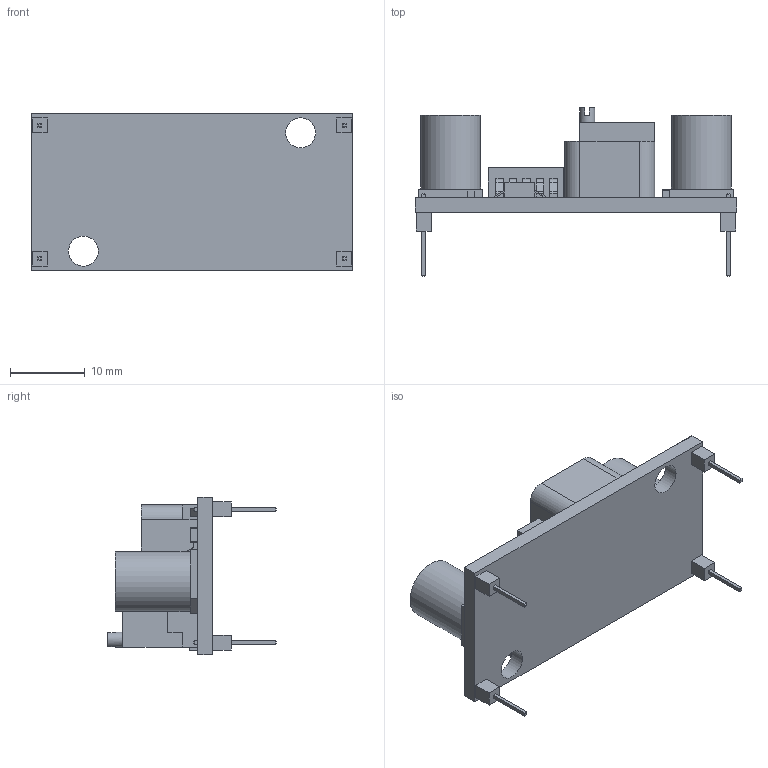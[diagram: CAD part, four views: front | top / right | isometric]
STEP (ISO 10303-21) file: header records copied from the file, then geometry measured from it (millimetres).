
FILE_DESCRIPTION(/* description */ (''),/* implementation_level */ '2;1');
FILE_NAME(/* name */ 'LM2596_pin.stp',/* time_stamp */ '2025-10-24T14:24:30+07:00',/* author */ ('quang'),/* organization */ (''),/* preprocessor_version */ 'ST-DEVELOPER v20',/* originating_system */ 'Autodesk Inventor 2024',/* authorisation */ '');
FILE_SCHEMA (('AUTOMOTIVE_DESIGN { 1 0 10303 214 3 1 1 }'));
Products named in the file (1): LM2596
Bounding box: 43 x 22.5 x 21 mm (x, y, z)
Volume: 4972.5 mm3; surface area: 3838.7 mm2
Topology: 1 solids, 1 shells, 1242 faces, 3264 edges, 2163 vertices
Faces by surface type: plane 876, bspline 314, cylinder 52
Full cylindrical faces by diameter (mm): 1 x4, 2 x1, 4 x2, 5 x2, 8 x2, 9.5 x1
Entity records: 57315 total; most frequent: CARTESIAN_POINT 27256, ORIENTED_EDGE 6528, DIRECTION 4608, EDGE_CURVE 3264, LINE 2522, VECTOR 2522, VERTEX_POINT 2163, EDGE_LOOP 1401
